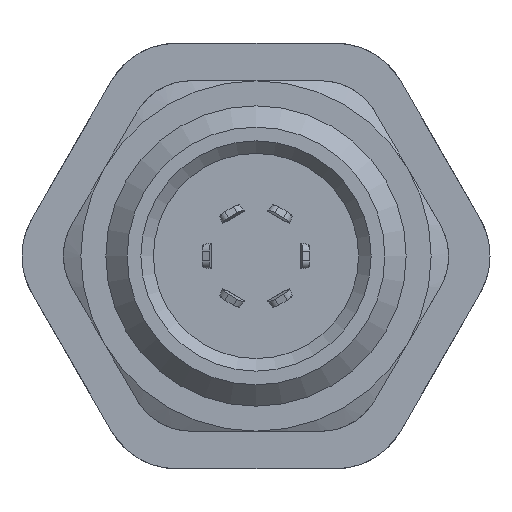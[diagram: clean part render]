
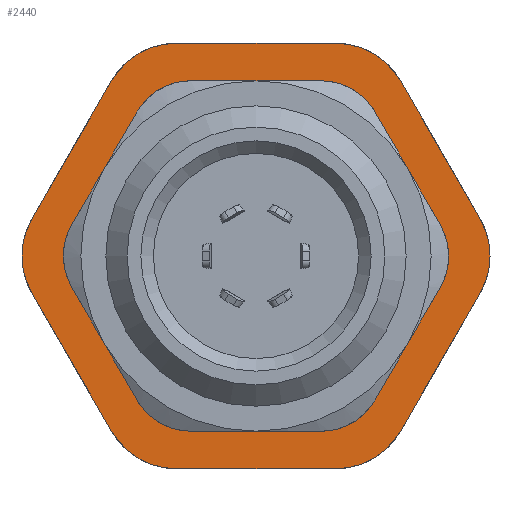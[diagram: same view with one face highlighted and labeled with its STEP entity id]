
A CAD part, front view. The second image highlights one B-rep face of the part: STEP entity #2440.
In plain terms, the highlighted planar face has unit normal (0, -1, 0).
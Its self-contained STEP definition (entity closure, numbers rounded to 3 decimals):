
#258=FACE_BOUND('',#560,.T.);
#304=PLANE('',#2639);
#411=FACE_OUTER_BOUND('',#559,.T.);
#559=EDGE_LOOP('',(#2057,#2058,#2059,#2060,#2061,#2062,#2063,#2064,#2065,
#2066,#2067,#2068));
#560=EDGE_LOOP('',(#2069));
#798=LINE('',#7146,#920);
#800=LINE('',#7158,#922);
#801=LINE('',#7162,#923);
#802=LINE('',#7166,#924);
#803=LINE('',#7170,#925);
#804=LINE('',#7174,#926);
#920=VECTOR('',#3062,10.);
#922=VECTOR('',#3066,10.);
#923=VECTOR('',#3069,10.);
#924=VECTOR('',#3072,10.);
#925=VECTOR('',#3075,10.);
#926=VECTOR('',#3078,10.);
#998=CIRCLE('',#2637,3.);
#999=CIRCLE('',#2640,3.);
#1000=CIRCLE('',#2641,3.);
#1001=CIRCLE('',#2642,3.);
#1002=CIRCLE('',#2643,3.);
#1003=CIRCLE('',#2644,3.);
#1004=CIRCLE('',#2645,7.);
#1179=VERTEX_POINT('',#7139);
#1180=VERTEX_POINT('',#7141);
#1181=VERTEX_POINT('',#7145);
#1184=VERTEX_POINT('',#7157);
#1185=VERTEX_POINT('',#7159);
#1186=VERTEX_POINT('',#7161);
#1187=VERTEX_POINT('',#7163);
#1188=VERTEX_POINT('',#7165);
#1189=VERTEX_POINT('',#7167);
#1190=VERTEX_POINT('',#7169);
#1191=VERTEX_POINT('',#7171);
#1192=VERTEX_POINT('',#7173);
#1193=VERTEX_POINT('',#7176);
#1484=EDGE_CURVE('',#1179,#1180,#998,.T.);
#1486=EDGE_CURVE('',#1181,#1180,#798,.T.);
#1490=EDGE_CURVE('',#1179,#1184,#800,.T.);
#1491=EDGE_CURVE('',#1185,#1184,#999,.T.);
#1492=EDGE_CURVE('',#1185,#1186,#801,.T.);
#1493=EDGE_CURVE('',#1187,#1186,#1000,.T.);
#1494=EDGE_CURVE('',#1187,#1188,#802,.T.);
#1495=EDGE_CURVE('',#1189,#1188,#1001,.T.);
#1496=EDGE_CURVE('',#1189,#1190,#803,.T.);
#1497=EDGE_CURVE('',#1191,#1190,#1002,.T.);
#1498=EDGE_CURVE('',#1191,#1192,#804,.T.);
#1499=EDGE_CURVE('',#1181,#1192,#1003,.T.);
#1500=EDGE_CURVE('',#1193,#1193,#1004,.T.);
#2057=ORIENTED_EDGE('',*,*,#1484,.F.);
#2058=ORIENTED_EDGE('',*,*,#1490,.T.);
#2059=ORIENTED_EDGE('',*,*,#1491,.F.);
#2060=ORIENTED_EDGE('',*,*,#1492,.T.);
#2061=ORIENTED_EDGE('',*,*,#1493,.F.);
#2062=ORIENTED_EDGE('',*,*,#1494,.T.);
#2063=ORIENTED_EDGE('',*,*,#1495,.F.);
#2064=ORIENTED_EDGE('',*,*,#1496,.T.);
#2065=ORIENTED_EDGE('',*,*,#1497,.F.);
#2066=ORIENTED_EDGE('',*,*,#1498,.T.);
#2067=ORIENTED_EDGE('',*,*,#1499,.F.);
#2068=ORIENTED_EDGE('',*,*,#1486,.T.);
#2069=ORIENTED_EDGE('',*,*,#1500,.T.);
#2440=ADVANCED_FACE('',(#411,#258),#304,.T.);
#2637=AXIS2_PLACEMENT_3D('',#7142,#3057,#3058);
#2639=AXIS2_PLACEMENT_3D('',#7156,#3064,#3065);
#2640=AXIS2_PLACEMENT_3D('',#7160,#3067,#3068);
#2641=AXIS2_PLACEMENT_3D('',#7164,#3070,#3071);
#2642=AXIS2_PLACEMENT_3D('',#7168,#3073,#3074);
#2643=AXIS2_PLACEMENT_3D('',#7172,#3076,#3077);
#2644=AXIS2_PLACEMENT_3D('',#7175,#3079,#3080);
#2645=AXIS2_PLACEMENT_3D('',#7177,#3081,#3082);
#3057=DIRECTION('center_axis',(0.,1.,0.));
#3058=DIRECTION('ref_axis',(-1.,0.,0.));
#3062=DIRECTION('',(-0.5,0.,-0.866));
#3064=DIRECTION('center_axis',(0.,-1.,0.));
#3065=DIRECTION('ref_axis',(0.,0.,-1.));
#3066=DIRECTION('',(0.5,0.,-0.866));
#3067=DIRECTION('center_axis',(0.,1.,0.));
#3068=DIRECTION('ref_axis',(-0.5,0.,-0.866));
#3069=DIRECTION('',(1.,0.,0.));
#3070=DIRECTION('center_axis',(0.,1.,0.));
#3071=DIRECTION('ref_axis',(0.5,0.,-0.866));
#3072=DIRECTION('',(0.5,0.,0.866));
#3073=DIRECTION('center_axis',(0.,1.,0.));
#3074=DIRECTION('ref_axis',(1.,0.,0.));
#3075=DIRECTION('',(-0.5,0.,0.866));
#3076=DIRECTION('center_axis',(0.,1.,0.));
#3077=DIRECTION('ref_axis',(0.5,0.,0.866));
#3078=DIRECTION('',(-1.,0.,0.));
#3079=DIRECTION('center_axis',(0.,1.,0.));
#3080=DIRECTION('ref_axis',(-0.5,0.,0.866));
#3081=DIRECTION('center_axis',(0.,1.,0.));
#3082=DIRECTION('ref_axis',(-1.,0.,0.));
#7139=CARTESIAN_POINT('',(-12.23,5.202,-1.5));
#7141=CARTESIAN_POINT('',(-12.23,5.202,1.5));
#7142=CARTESIAN_POINT('Origin',(-9.632,5.202,0.));
#7145=CARTESIAN_POINT('',(-9.054,5.202,7.));
#7146=CARTESIAN_POINT('',(-10.645,5.202,4.245));
#7156=CARTESIAN_POINT('Origin',(-13.119,5.202,0.));
#7157=CARTESIAN_POINT('',(-9.054,5.202,-7.));
#7158=CARTESIAN_POINT('',(-13.099,5.202,0.005));
#7159=CARTESIAN_POINT('',(-6.456,5.202,-8.5));
#7160=CARTESIAN_POINT('Origin',(-6.456,5.202,-5.5));
#7161=CARTESIAN_POINT('',(-0.105,5.202,-8.5));
#7162=CARTESIAN_POINT('',(-10.654,5.202,-8.5));
#7163=CARTESIAN_POINT('',(2.493,5.202,-7.));
#7164=CARTESIAN_POINT('Origin',(-0.105,5.202,-5.5));
#7165=CARTESIAN_POINT('',(5.668,5.202,-1.5));
#7166=CARTESIAN_POINT('',(1.624,5.202,-8.505));
#7167=CARTESIAN_POINT('',(5.668,5.202,1.5));
#7168=CARTESIAN_POINT('Origin',(3.07,5.202,0.));
#7169=CARTESIAN_POINT('',(2.493,5.202,7.));
#7170=CARTESIAN_POINT('',(4.077,5.202,4.255));
#7171=CARTESIAN_POINT('',(-0.105,5.202,8.5));
#7172=CARTESIAN_POINT('Origin',(-0.105,5.202,5.5));
#7173=CARTESIAN_POINT('',(-6.456,5.202,8.5));
#7174=CARTESIAN_POINT('',(-5.746,5.202,8.5));
#7175=CARTESIAN_POINT('Origin',(-6.456,5.202,5.5));
#7176=CARTESIAN_POINT('',(3.719,5.202,0.));
#7177=CARTESIAN_POINT('Origin',(-3.281,5.202,0.));
